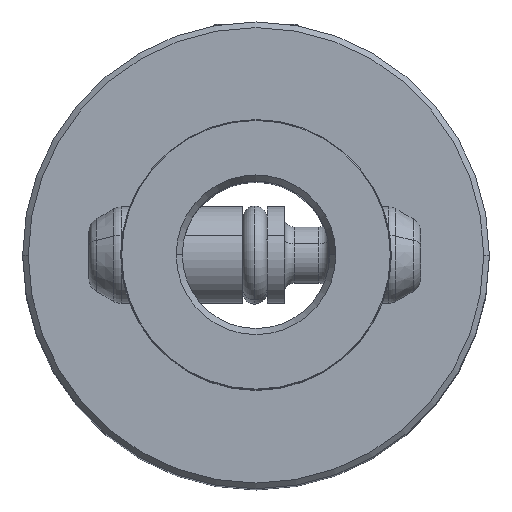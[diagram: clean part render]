
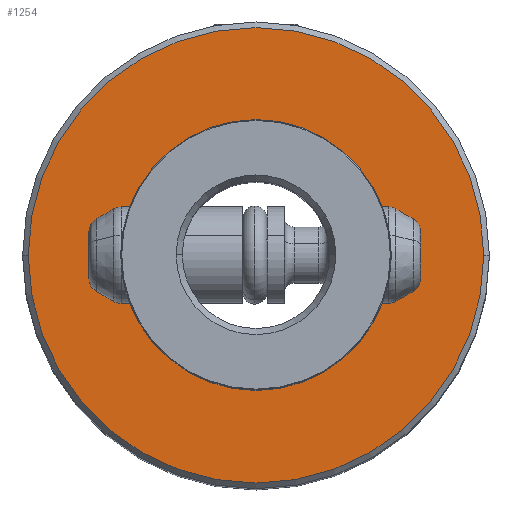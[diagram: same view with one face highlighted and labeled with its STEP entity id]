
A CAD part, top view. The second image highlights one B-rep face of the part: STEP entity #1254.
In plain terms, the highlighted planar face has unit normal (0, 0, 1).
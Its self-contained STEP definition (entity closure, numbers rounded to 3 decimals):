
#680=VERTEX_POINT('NONE',#1907);
#694=EDGE_CURVE('NONE',#856,#680,#1921,.F.);
#856=VERTEX_POINT('NONE',#2101);
#984=VERTEX_POINT('NONE',#2238);
#1136=EDGE_CURVE('NONE',#984,#1600,#2425,.F.);
#1254=ADVANCED_FACE('NONE',(#2551,#2552),#2553,.F.);
#1600=VERTEX_POINT('NONE',#2941);
#1604=EDGE_CURVE('NONE',#680,#856,#2945,.T.);
#1772=EDGE_CURVE('NONE',#1600,#984,#3131,.F.);
#1907=CARTESIAN_POINT('',(9.27,0.,0.0));
#1921=CIRCLE('',#3351,9.27);
#2101=CARTESIAN_POINT('',(-9.27,0.0,0.0));
#2238=CARTESIAN_POINT('',(-5.5,0.,0.));
#2425=CIRCLE('',#4315,5.5);
#2551=FACE_OUTER_BOUND('',#4571,.T.);
#2552=FACE_BOUND('',#4572,.T.);
#2553=PLANE('',#4573);
#2941=CARTESIAN_POINT('',(5.5,0.0,0.));
#2945=CIRCLE('',#5518,9.27);
#3131=CIRCLE('',#5808,5.5);
#3351=AXIS2_PLACEMENT_3D('',#6024,#6025,#6026);
#4315=AXIS2_PLACEMENT_3D('',#6690,#6691,#6692);
#4571=EDGE_LOOP('',(#6835,#6836));
#4572=EDGE_LOOP('',(#6837,#6838));
#4573=AXIS2_PLACEMENT_3D('',#6839,#6840,#6841);
#5518=AXIS2_PLACEMENT_3D('',#7315,#7316,#7317);
#5808=AXIS2_PLACEMENT_3D('',#7556,#7557,#7558);
#6024=CARTESIAN_POINT('',(0.0,0.0,0.0));
#6025=DIRECTION('',(0.0,0.0,-1.0));
#6026=DIRECTION('',(-1.0,0.0,0.0));
#6690=CARTESIAN_POINT('',(0.0,0.0,0.0));
#6691=DIRECTION('',(0.0,0.0,-1.0));
#6692=DIRECTION('',(0.0,1.0,0.0));
#6835=ORIENTED_EDGE('',*,*,#694,.T.);
#6836=ORIENTED_EDGE('',*,*,#1604,.T.);
#6837=ORIENTED_EDGE('',*,*,#1772,.F.);
#6838=ORIENTED_EDGE('',*,*,#1136,.F.);
#6839=CARTESIAN_POINT('',(0.0,0.0,0.0));
#6840=DIRECTION('',(0.0,0.0,-1.0));
#6841=DIRECTION('',(0.0,1.0,0.0));
#7315=CARTESIAN_POINT('',(0.0,0.0,0.0));
#7316=DIRECTION('',(0.0,0.0,1.0));
#7317=DIRECTION('',(-1.0,0.0,0.0));
#7556=CARTESIAN_POINT('',(0.0,0.0,0.0));
#7557=DIRECTION('',(0.0,0.0,-1.0));
#7558=DIRECTION('',(0.0,1.0,0.0));
